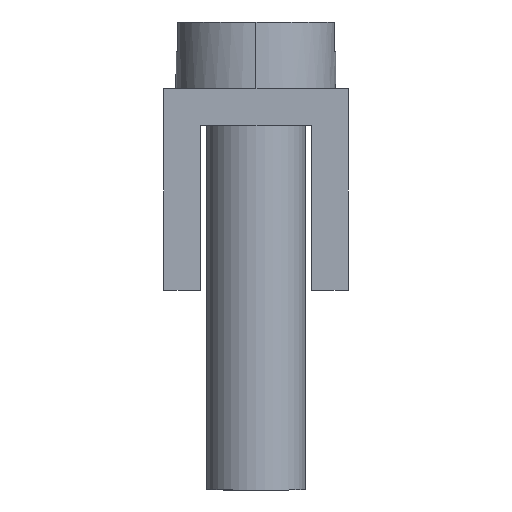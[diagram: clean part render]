
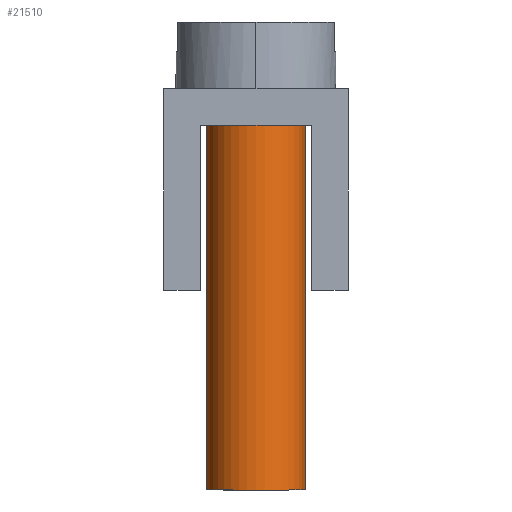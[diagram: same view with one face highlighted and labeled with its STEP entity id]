
A CAD part, left-side view. The second image highlights one B-rep face of the part: STEP entity #21510.
In plain terms, the highlighted cylindrical face has radius 2 mm (diameter 4 mm), a partial arc.
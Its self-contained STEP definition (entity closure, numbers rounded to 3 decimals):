
#5660=CARTESIAN_POINT('',(72.795,-15.352,-88.475));
#5670=DIRECTION('',(0.,-1.,0.));
#5680=DIRECTION('',(-1.,0.,0.));
#5690=AXIS2_PLACEMENT_3D('',#5660,#5670,#5680);
#5700=CIRCLE('',#5690,2.);
#5710=CARTESIAN_POINT('',(70.795,-15.352,-88.475));
#5720=VERTEX_POINT('',#5710);
#5730=CARTESIAN_POINT('',(74.795,-15.352,-88.475));
#5740=VERTEX_POINT('',#5730);
#5750=EDGE_CURVE('',#5720,#5740,#5700,.T.);
#18180=CARTESIAN_POINT('',(74.795,-13.852,-88.475));
#18190=DIRECTION('',(0.,-1.,0.));
#18200=VECTOR('',#18190,1.);
#18210=LINE('',#18180,#18200);
#18220=CARTESIAN_POINT('',(74.795,-30.152,-88.475));
#18230=VERTEX_POINT('',#18220);
#18240=EDGE_CURVE('',#5740,#18230,#18210,.T.);
#18260=CARTESIAN_POINT('',(72.795,-30.152,-88.475));
#18270=DIRECTION('',(0.,-1.,0.));
#18280=DIRECTION('',(-1.,0.,0.));
#18290=AXIS2_PLACEMENT_3D('',#18260,#18270,#18280);
#18300=CIRCLE('',#18290,2.);
#18310=CARTESIAN_POINT('',(70.795,-30.152,-88.475));
#18320=VERTEX_POINT('',#18310);
#18350=CARTESIAN_POINT('',(70.795,-13.852,-88.475));
#18360=DIRECTION('',(0.,-1.,0.));
#18370=VECTOR('',#18360,1.);
#18380=LINE('',#18350,#18370);
#18390=EDGE_CURVE('',#5720,#18320,#18380,.T.);
#19510=EDGE_CURVE('',#18320,#18230,#18300,.T.);
#21400=CARTESIAN_POINT('',(72.795,-13.852,-88.475));
#21410=DIRECTION('',(0.,-1.,0.));
#21420=DIRECTION('',(-1.,0.,0.));
#21430=AXIS2_PLACEMENT_3D('',#21400,#21410,#21420);
#21440=CYLINDRICAL_SURFACE('',#21430,2.);
#21450=ORIENTED_EDGE('',*,*,#5750,.T.);
#21460=ORIENTED_EDGE('',*,*,#18390,.F.);
#21470=ORIENTED_EDGE('',*,*,#19510,.F.);
#21480=ORIENTED_EDGE('',*,*,#18240,.T.);
#21490=EDGE_LOOP('',(#21480,#21470,#21460,#21450));
#21500=FACE_OUTER_BOUND('',#21490,.T.);
#21510=ADVANCED_FACE('',(#21500),#21440,.T.);
